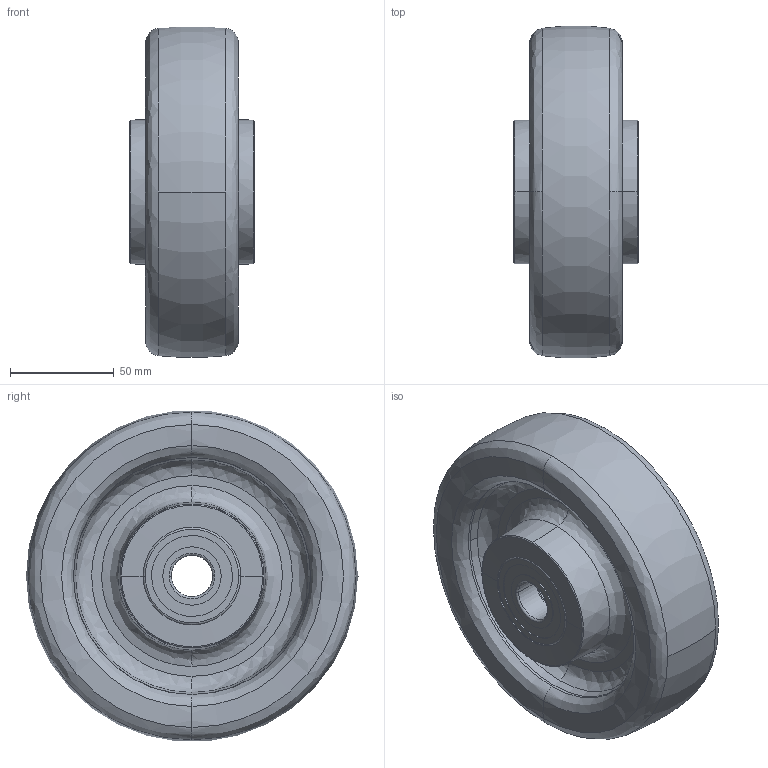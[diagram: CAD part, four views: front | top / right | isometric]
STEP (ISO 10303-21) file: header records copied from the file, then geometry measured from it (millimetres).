
FILE_DESCRIPTION (( 'STEP AP214' ), '1' );
FILE_NAME ('0034270.step', '2023-01-24T09:43:41', ( '' ), ( '' ), 'SwSTEP 2.0', 'SolidWorks 2020', '' );
FILE_SCHEMA (( 'AUTOMOTIVE_DESIGN' ));
Length unit declared in the file: millimetre
Products named in the file (1): 0034270
Bounding box: 60.1 x 159.73 x 159.05 mm (x, y, z)
Surface area: 87263 mm2 (no closed solid volume)
Topology: 0 solids, 10 shells, 84 faces, 200 edges, 128 vertices
Faces by surface type: bspline 28, cone 16, torus 14, cylinder 14, plane 12
Entity records: 4202 total; most frequent: CARTESIAN_POINT 1325, DIRECTION 460, ORIENTED_EDGE 360, AXIS2_PLACEMENT_3D 215, EDGE_CURVE 200, CIRCLE 158, VERTEX_POINT 128, EDGE_LOOP 96
